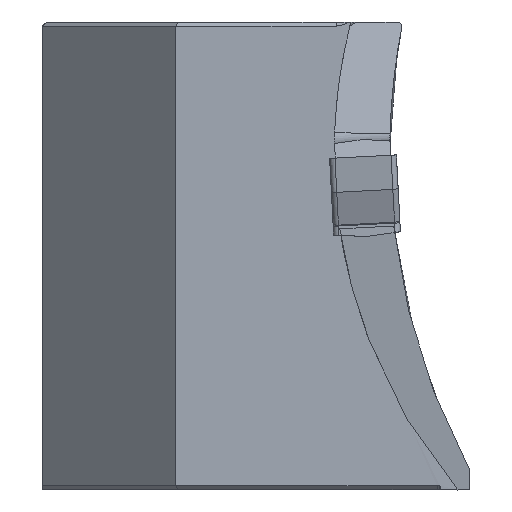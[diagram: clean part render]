
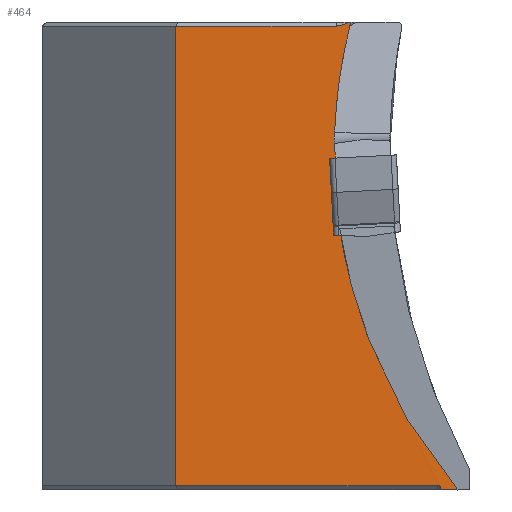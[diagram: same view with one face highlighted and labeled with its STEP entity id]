
A CAD part, left-side view. The second image highlights one B-rep face of the part: STEP entity #464.
In plain terms, the highlighted planar face has unit normal (-1, 0, 0).
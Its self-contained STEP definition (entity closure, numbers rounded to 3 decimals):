
#75=CIRCLE('',#1417,39.);
#78=CIRCLE('',#1435,50.);
#79=CIRCLE('',#1442,39.);
#130=PLANE('',#1445);
#170=LINE('',#2071,#310);
#199=LINE('',#2175,#339);
#214=LINE('',#2259,#354);
#215=LINE('',#2260,#355);
#216=LINE('',#2272,#356);
#217=LINE('',#2274,#357);
#218=LINE('',#2276,#358);
#219=LINE('',#2283,#359);
#220=LINE('',#2285,#360);
#310=VECTOR('',#1535,1.);
#339=VECTOR('',#1582,1.);
#354=VECTOR('',#1639,1.);
#355=VECTOR('',#1640,1.);
#356=VECTOR('',#1641,1.);
#357=VECTOR('',#1642,1.);
#358=VECTOR('',#1643,1.);
#359=VECTOR('',#1644,1.);
#360=VECTOR('',#1645,1.);
#464=ADVANCED_FACE('',(#543),#130,.F.);
#543=FACE_OUTER_BOUND('',#619,.T.);
#619=EDGE_LOOP('',(#774,#775,#776,#777,#778,#779,#780,#781,#782,#783,#784,
#785,#786,#787));
#774=ORIENTED_EDGE('',*,*,#1272,.F.);
#775=ORIENTED_EDGE('',*,*,#1258,.F.);
#776=ORIENTED_EDGE('',*,*,#1273,.T.);
#777=ORIENTED_EDGE('',*,*,#1220,.F.);
#778=ORIENTED_EDGE('',*,*,#1206,.T.);
#779=ORIENTED_EDGE('',*,*,#1274,.T.);
#780=ORIENTED_EDGE('',*,*,#1275,.T.);
#781=ORIENTED_EDGE('',*,*,#1276,.T.);
#782=ORIENTED_EDGE('',*,*,#1277,.T.);
#783=ORIENTED_EDGE('',*,*,#1278,.T.);
#784=ORIENTED_EDGE('',*,*,#1279,.T.);
#785=ORIENTED_EDGE('',*,*,#1280,.T.);
#786=ORIENTED_EDGE('',*,*,#1243,.T.);
#787=ORIENTED_EDGE('',*,*,#1269,.F.);
#1080=VERTEX_POINT('',#2072);
#1081=VERTEX_POINT('',#2073);
#1089=VERTEX_POINT('',#2095);
#1112=VERTEX_POINT('',#2174);
#1113=VERTEX_POINT('',#2176);
#1121=VERTEX_POINT('',#2206);
#1122=VERTEX_POINT('',#2207);
#1130=VERTEX_POINT('',#2253);
#1132=VERTEX_POINT('',#2271);
#1133=VERTEX_POINT('',#2273);
#1134=VERTEX_POINT('',#2275);
#1135=VERTEX_POINT('',#2277);
#1136=VERTEX_POINT('',#2282);
#1137=VERTEX_POINT('',#2284);
#1206=EDGE_CURVE('',#1080,#1081,#170,.T.);
#1220=EDGE_CURVE('',#1080,#1089,#75,.T.);
#1243=EDGE_CURVE('',#1113,#1112,#199,.T.);
#1258=EDGE_CURVE('',#1121,#1122,#78,.T.);
#1269=EDGE_CURVE('',#1130,#1112,#79,.T.);
#1272=EDGE_CURVE('',#1122,#1130,#214,.T.);
#1273=EDGE_CURVE('',#1121,#1089,#215,.T.);
#1274=EDGE_CURVE('',#1081,#1132,#1409,.T.);
#1275=EDGE_CURVE('',#1132,#1133,#216,.T.);
#1276=EDGE_CURVE('',#1133,#1134,#217,.T.);
#1277=EDGE_CURVE('',#1134,#1135,#218,.T.);
#1278=EDGE_CURVE('',#1135,#1136,#1410,.T.);
#1279=EDGE_CURVE('',#1136,#1137,#219,.T.);
#1280=EDGE_CURVE('',#1137,#1113,#220,.T.);
#1409=B_SPLINE_CURVE_WITH_KNOTS('',3,(#2261,#2262,#2263,#2264,#2265,#2266,
#2267,#2268,#2269,#2270),.UNSPECIFIED.,.F.,.F.,(4,3,3,4),(0.,0.554,
0.912,1.),.UNSPECIFIED.);
#1410=B_SPLINE_CURVE_WITH_KNOTS('',3,(#2278,#2279,#2280,#2281),
 .UNSPECIFIED.,.F.,.F.,(4,4),(0.,1.),.UNSPECIFIED.);
#1417=AXIS2_PLACEMENT_3D('',#2126,#1550,#1551);
#1435=AXIS2_PLACEMENT_3D('',#2205,#1615,#1616);
#1442=AXIS2_PLACEMENT_3D('',#2254,#1632,#1633);
#1445=AXIS2_PLACEMENT_3D('',#2286,#1646,#1647);
#1535=DIRECTION('',(0.,1.,0.));
#1550=DIRECTION('',(-1.,0.,0.));
#1551=DIRECTION('',(0.,0.,-1.));
#1582=DIRECTION('',(0.,-1.,0.));
#1615=DIRECTION('',(-1.,0.,0.));
#1616=DIRECTION('',(0.,0.,-1.));
#1632=DIRECTION('',(-1.,0.,0.));
#1633=DIRECTION('',(0.,0.,-1.));
#1639=DIRECTION('',(0.,0.999,-0.052));
#1640=DIRECTION('',(0.,0.999,-0.052));
#1641=DIRECTION('',(0.,1.,0.));
#1642=DIRECTION('',(0.,0.,-1.));
#1643=DIRECTION('',(0.,-1.,0.));
#1644=DIRECTION('',(0.,0.,-1.));
#1645=DIRECTION('',(0.,0.,-1.));
#1646=DIRECTION('',(1.,0.,0.));
#1647=DIRECTION('',(0.,0.,-1.));
#2071=CARTESIAN_POINT('',(26.,-85.85,10.));
#2072=CARTESIAN_POINT('',(26.,-48.101,10.));
#2073=CARTESIAN_POINT('',(26.,-48.027,10.));
#2095=CARTESIAN_POINT('',(26.,-46.851,0.416));
#2126=CARTESIAN_POINT('',(26.,-85.85,0.2));
#2174=CARTESIAN_POINT('',(26.,-56.085,-25.));
#2175=CARTESIAN_POINT('',(26.,-56.085,-25.));
#2176=CARTESIAN_POINT('',(26.,-54.759,-25.));
#2205=CARTESIAN_POINT('',(26.,-101.,0.2));
#2206=CARTESIAN_POINT('',(26.,-51.002,0.633));
#2207=CARTESIAN_POINT('',(26.,-51.,0.034));
#2253=CARTESIAN_POINT('',(26.,-46.852,-0.184));
#2254=CARTESIAN_POINT('',(26.,-85.85,0.2));
#2259=CARTESIAN_POINT('',(26.,-85.763,1.856));
#2260=CARTESIAN_POINT('',(26.,-45.55,0.348));
#2261=CARTESIAN_POINT('',(26.,-48.027,10.));
#2262=CARTESIAN_POINT('',(26.,-47.844,9.919));
#2263=CARTESIAN_POINT('',(26.,-47.658,9.845));
#2264=CARTESIAN_POINT('',(26.,-47.468,9.787));
#2265=CARTESIAN_POINT('',(26.,-47.344,9.749));
#2266=CARTESIAN_POINT('',(26.,-47.218,9.717));
#2267=CARTESIAN_POINT('',(26.,-47.09,9.705));
#2268=CARTESIAN_POINT('',(26.,-47.059,9.702));
#2269=CARTESIAN_POINT('',(26.,-47.026,9.7));
#2270=CARTESIAN_POINT('',(26.,-46.994,9.7));
#2271=CARTESIAN_POINT('',(26.,-46.994,9.7));
#2272=CARTESIAN_POINT('',(26.,-85.85,9.7));
#2273=CARTESIAN_POINT('',(26.,-35.,9.7));
#2274=CARTESIAN_POINT('',(26.,-35.,10.));
#2275=CARTESIAN_POINT('',(26.,-35.,-24.7));
#2276=CARTESIAN_POINT('',(26.,-85.85,-24.7));
#2277=CARTESIAN_POINT('',(26.,-54.545,-24.7));
#2278=CARTESIAN_POINT('',(26.,-54.545,-24.7));
#2279=CARTESIAN_POINT('',(26.,-54.615,-24.688));
#2280=CARTESIAN_POINT('',(26.,-54.686,-24.682));
#2281=CARTESIAN_POINT('',(26.,-54.757,-24.679));
#2282=CARTESIAN_POINT('',(25.991,-54.757,-24.666));
#2283=CARTESIAN_POINT('',(26.,-54.759,-24.831));
#2284=CARTESIAN_POINT('',(26.,-54.759,-24.966));
#2285=CARTESIAN_POINT('',(26.,-54.759,-24.831));
#2286=CARTESIAN_POINT('',(26.,-85.85,0.2));
